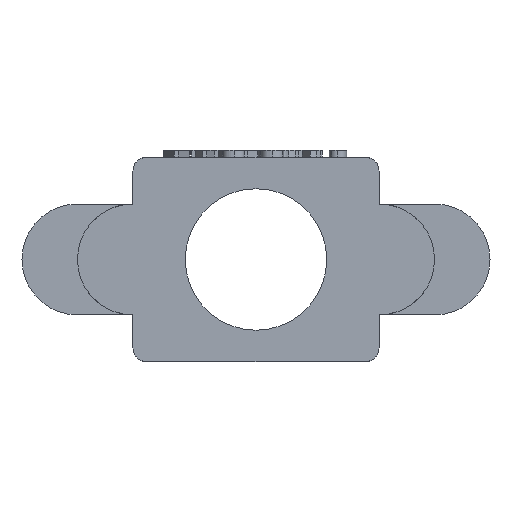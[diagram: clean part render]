
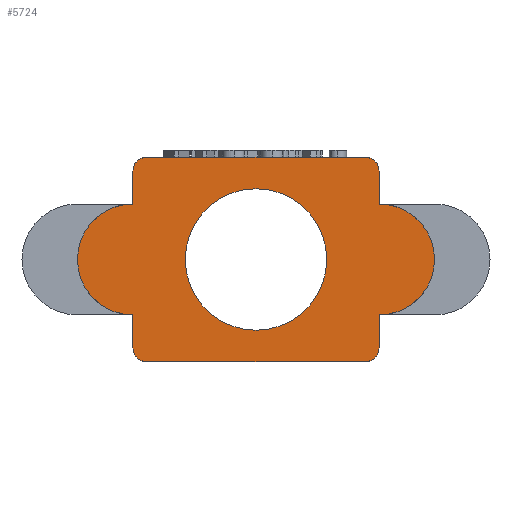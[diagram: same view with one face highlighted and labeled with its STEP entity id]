
A CAD part, front view. The second image highlights one B-rep face of the part: STEP entity #5724.
In plain terms, the highlighted planar face has unit normal (0, -1, 0).
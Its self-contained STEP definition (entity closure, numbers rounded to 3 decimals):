
#133=FACE_BOUND('',#840,.T.);
#293=PLANE('',#6103);
#498=FACE_OUTER_BOUND('',#839,.T.);
#839=EDGE_LOOP('',(#4187,#4188,#4189,#4190,#4191,#4192,#4193,#4194,#4195,
#4196,#4197,#4198));
#840=EDGE_LOOP('',(#4199,#4200));
#1167=LINE('',#7799,#1787);
#1319=LINE('',#9449,#1939);
#1320=LINE('',#9451,#1940);
#1321=LINE('',#9455,#1941);
#1322=LINE('',#9458,#1942);
#1323=LINE('',#9459,#1943);
#1787=VECTOR('',#6442,1000.);
#1939=VECTOR('',#6680,1000.);
#1940=VECTOR('',#6681,1000.);
#1941=VECTOR('',#6684,1000.);
#1942=VECTOR('',#6687,1000.);
#1943=VECTOR('',#6688,1000.);
#2403=CIRCLE('',#6058,5.1);
#2406=CIRCLE('',#6061,5.1);
#2409=CIRCLE('',#6068,4.);
#2442=CIRCLE('',#6102,4.);
#2443=CIRCLE('',#6104,1.);
#2444=CIRCLE('',#6105,1.);
#2445=CIRCLE('',#6106,1.);
#2446=CIRCLE('',#6107,1.);
#2465=VERTEX_POINT('',#7782);
#2466=VERTEX_POINT('',#7783);
#2469=VERTEX_POINT('',#7792);
#2472=VERTEX_POINT('',#7797);
#2643=VERTEX_POINT('',#8916);
#2644=VERTEX_POINT('',#8918);
#2739=VERTEX_POINT('',#9439);
#2740=VERTEX_POINT('',#9441);
#2741=VERTEX_POINT('',#9445);
#2742=VERTEX_POINT('',#9447);
#2743=VERTEX_POINT('',#9450);
#2744=VERTEX_POINT('',#9452);
#2745=VERTEX_POINT('',#9454);
#2746=VERTEX_POINT('',#9456);
#3035=EDGE_CURVE('',#2465,#2466,#2403,.T.);
#3039=EDGE_CURVE('',#2466,#2465,#2406,.T.);
#3043=EDGE_CURVE('',#2472,#2469,#1167,.T.);
#3214=EDGE_CURVE('',#2643,#2644,#2409,.T.);
#3310=EDGE_CURVE('',#2739,#2740,#2442,.T.);
#3312=EDGE_CURVE('',#2741,#2469,#2443,.T.);
#3313=EDGE_CURVE('',#2472,#2742,#2444,.T.);
#3314=EDGE_CURVE('',#2644,#2742,#1319,.T.);
#3315=EDGE_CURVE('',#2743,#2643,#1320,.T.);
#3316=EDGE_CURVE('',#2743,#2744,#2445,.T.);
#3317=EDGE_CURVE('',#2745,#2744,#1321,.T.);
#3318=EDGE_CURVE('',#2745,#2746,#2446,.T.);
#3319=EDGE_CURVE('',#2740,#2746,#1322,.T.);
#3320=EDGE_CURVE('',#2741,#2739,#1323,.T.);
#4187=ORIENTED_EDGE('',*,*,#3312,.T.);
#4188=ORIENTED_EDGE('',*,*,#3043,.F.);
#4189=ORIENTED_EDGE('',*,*,#3313,.T.);
#4190=ORIENTED_EDGE('',*,*,#3314,.F.);
#4191=ORIENTED_EDGE('',*,*,#3214,.F.);
#4192=ORIENTED_EDGE('',*,*,#3315,.F.);
#4193=ORIENTED_EDGE('',*,*,#3316,.T.);
#4194=ORIENTED_EDGE('',*,*,#3317,.F.);
#4195=ORIENTED_EDGE('',*,*,#3318,.T.);
#4196=ORIENTED_EDGE('',*,*,#3319,.F.);
#4197=ORIENTED_EDGE('',*,*,#3310,.F.);
#4198=ORIENTED_EDGE('',*,*,#3320,.F.);
#4199=ORIENTED_EDGE('',*,*,#3035,.F.);
#4200=ORIENTED_EDGE('',*,*,#3039,.F.);
#5724=ADVANCED_FACE('',(#498,#133),#293,.F.);
#6058=AXIS2_PLACEMENT_3D('',#7784,#6428,#6429);
#6061=AXIS2_PLACEMENT_3D('',#7790,#6435,#6436);
#6068=AXIS2_PLACEMENT_3D('',#8919,#6570,#6571);
#6102=AXIS2_PLACEMENT_3D('',#9442,#6671,#6672);
#6103=AXIS2_PLACEMENT_3D('',#9444,#6674,#6675);
#6104=AXIS2_PLACEMENT_3D('',#9446,#6676,#6677);
#6105=AXIS2_PLACEMENT_3D('',#9448,#6678,#6679);
#6106=AXIS2_PLACEMENT_3D('',#9453,#6682,#6683);
#6107=AXIS2_PLACEMENT_3D('',#9457,#6685,#6686);
#6428=DIRECTION('center_axis',(0.,-1.,0.));
#6429=DIRECTION('ref_axis',(0.,0.,1.));
#6435=DIRECTION('center_axis',(0.,-1.,0.));
#6436=DIRECTION('ref_axis',(0.,0.,1.));
#6442=DIRECTION('',(1.,0.,0.));
#6570=DIRECTION('center_axis',(0.,1.,0.));
#6571=DIRECTION('ref_axis',(0.,0.,1.));
#6671=DIRECTION('center_axis',(0.,1.,0.));
#6672=DIRECTION('ref_axis',(0.,0.,1.));
#6674=DIRECTION('center_axis',(0.,1.,0.));
#6675=DIRECTION('ref_axis',(0.,0.,1.));
#6676=DIRECTION('center_axis',(0.,-1.,0.));
#6677=DIRECTION('ref_axis',(0.,0.,1.));
#6678=DIRECTION('center_axis',(0.,-1.,0.));
#6679=DIRECTION('ref_axis',(0.,0.,1.));
#6680=DIRECTION('',(0.,0.,1.));
#6681=DIRECTION('',(0.,0.,1.));
#6682=DIRECTION('center_axis',(0.,-1.,0.));
#6683=DIRECTION('ref_axis',(0.,0.,1.));
#6684=DIRECTION('',(-1.,0.,0.));
#6685=DIRECTION('center_axis',(0.,-1.,0.));
#6686=DIRECTION('ref_axis',(0.,0.,1.));
#6687=DIRECTION('',(0.,0.,-1.));
#6688=DIRECTION('',(0.,0.,-1.));
#7782=CARTESIAN_POINT('',(0.,0.,5.1));
#7783=CARTESIAN_POINT('',(0.,0.,-5.1));
#7784=CARTESIAN_POINT('Origin',(0.,0.,0.));
#7790=CARTESIAN_POINT('Origin',(0.,0.,0.));
#7792=CARTESIAN_POINT('',(7.875,0.,7.375));
#7797=CARTESIAN_POINT('',(-7.875,0.,7.375));
#7799=CARTESIAN_POINT('',(6.528,0.,7.375));
#8916=CARTESIAN_POINT('',(-8.875,0.,-4.));
#8918=CARTESIAN_POINT('',(-8.875,0.,4.));
#8919=CARTESIAN_POINT('Origin',(-8.875,0.,0.));
#9439=CARTESIAN_POINT('',(8.875,0.,4.));
#9441=CARTESIAN_POINT('',(8.875,0.,-4.));
#9442=CARTESIAN_POINT('Origin',(8.875,0.,0.));
#9444=CARTESIAN_POINT('Origin',(0.,0.,0.));
#9445=CARTESIAN_POINT('',(8.875,0.,6.375));
#9446=CARTESIAN_POINT('Origin',(7.875,0.,6.375));
#9447=CARTESIAN_POINT('',(-8.875,0.,6.375));
#9448=CARTESIAN_POINT('Origin',(-7.875,0.,6.375));
#9449=CARTESIAN_POINT('',(-8.875,0.,7.375));
#9450=CARTESIAN_POINT('',(-8.875,0.,-6.375));
#9451=CARTESIAN_POINT('',(-8.875,0.,-5.425));
#9452=CARTESIAN_POINT('',(-7.875,0.,-7.375));
#9453=CARTESIAN_POINT('Origin',(-7.875,0.,-6.375));
#9454=CARTESIAN_POINT('',(7.875,0.,-7.375));
#9455=CARTESIAN_POINT('',(-8.875,0.,-7.375));
#9456=CARTESIAN_POINT('',(8.875,0.,-6.375));
#9457=CARTESIAN_POINT('Origin',(7.875,0.,-6.375));
#9458=CARTESIAN_POINT('',(8.875,0.,-5.425));
#9459=CARTESIAN_POINT('',(8.875,0.,7.375));
